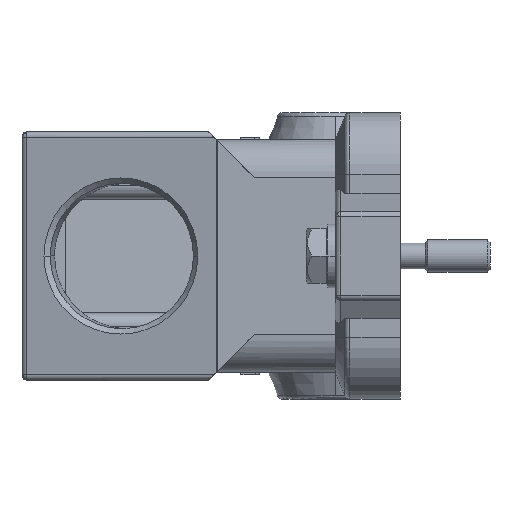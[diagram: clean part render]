
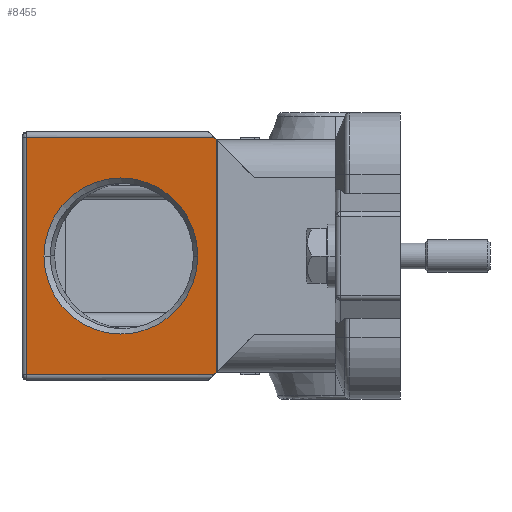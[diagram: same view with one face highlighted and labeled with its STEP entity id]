
A CAD part, left-side view. The second image highlights one B-rep face of the part: STEP entity #8455.
In plain terms, the highlighted planar face has unit normal (-0.985, 0.174, 0).
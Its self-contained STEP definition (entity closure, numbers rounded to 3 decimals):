
#1661=DIRECTION('',(0.,0.,-1.));
#1662=VECTOR('',#1661,43.172);
#1663=CARTESIAN_POINT('',(-29.985,34.086,21.586));
#1664=LINE('',#1663,#1662);
#1665=DIRECTION('',(-0.124,-0.702,0.702));
#1666=VECTOR('',#1665,0.59);
#1667=CARTESIAN_POINT('',(-29.912,34.5,-22.));
#1668=LINE('',#1667,#1666);
#1669=DIRECTION('',(0.124,0.702,0.702));
#1670=VECTOR('',#1669,0.59);
#1671=CARTESIAN_POINT('',(-29.985,34.086,21.586));
#1672=LINE('',#1671,#1670);
#1673=CARTESIAN_POINT('',(-26.879,51.7,0.));
#1674=DIRECTION('',(0.985,-0.174,0.));
#1675=DIRECTION('',(-0.174,-0.985,0.));
#1676=AXIS2_PLACEMENT_3D('',#1673,#1674,#1675);
#1678=CARTESIAN_POINT('',(-26.879,51.7,0.));
#1679=DIRECTION('',(0.985,-0.174,0.));
#1680=DIRECTION('',(0.174,0.985,0.));
#1681=AXIS2_PLACEMENT_3D('',#1678,#1679,#1680);
#1683=DIRECTION('',(0.174,0.985,0.));
#1684=VECTOR('',#1683,35.209);
#1685=CARTESIAN_POINT('',(-29.912,34.5,-22.));
#1686=LINE('',#1685,#1684);
#1708=DIRECTION('',(0.,0.,1.));
#1709=VECTOR('',#1708,44.);
#1710=CARTESIAN_POINT('',(-23.798,69.174,-22.));
#1711=LINE('',#1710,#1709);
#1846=DIRECTION('',(-0.174,-0.985,0.));
#1847=VECTOR('',#1846,35.209);
#1848=CARTESIAN_POINT('',(-23.798,69.174,22.));
#1849=LINE('',#1848,#1847);
#5428=CARTESIAN_POINT('',(-23.798,69.174,-22.));
#5429=CARTESIAN_POINT('',(-23.798,69.174,22.));
#5430=VERTEX_POINT('',#5428);
#5431=VERTEX_POINT('',#5429);
#5440=CARTESIAN_POINT('',(-29.985,34.086,21.586));
#5441=CARTESIAN_POINT('',(-29.912,34.5,22.));
#5442=VERTEX_POINT('',#5440);
#5443=VERTEX_POINT('',#5441);
#5531=CARTESIAN_POINT('',(-24.37,65.93,0.));
#5532=CARTESIAN_POINT('',(-29.388,37.47,0.));
#5533=VERTEX_POINT('',#5531);
#5534=VERTEX_POINT('',#5532);
#5539=CARTESIAN_POINT('',(-29.912,34.5,-22.));
#5540=CARTESIAN_POINT('',(-29.985,34.086,
-21.586));
#5541=VERTEX_POINT('',#5539);
#5542=VERTEX_POINT('',#5540);
#8433=CARTESIAN_POINT('',(-23.652,70.,-23.));
#8434=DIRECTION('',(-0.985,0.174,0.));
#8435=DIRECTION('',(-0.174,-0.985,0.));
#8436=AXIS2_PLACEMENT_3D('',#8433,#8434,#8435);
#8437=PLANE('',#8436);
#8438=ORIENTED_EDGE('',*,*,#6417,.F.);
#8440=ORIENTED_EDGE('',*,*,#8439,.T.);
#8442=ORIENTED_EDGE('',*,*,#8441,.T.);
#8444=ORIENTED_EDGE('',*,*,#8443,.T.);
#8445=ORIENTED_EDGE('',*,*,#6901,.F.);
#8446=ORIENTED_EDGE('',*,*,#8427,.T.);
#8447=EDGE_LOOP('',(#8438,#8440,#8442,#8444,#8445,#8446));
#8448=FACE_OUTER_BOUND('',#8447,.F.);
#8450=ORIENTED_EDGE('',*,*,#8449,.F.);
#8452=ORIENTED_EDGE('',*,*,#8451,.F.);
#8453=EDGE_LOOP('',(#8450,#8452));
#8454=FACE_BOUND('',#8453,.F.);
#8455=ADVANCED_FACE('',(#8448,#8454),#8437,.T.);
#1677=CIRCLE('',#1676,14.45);
#1682=CIRCLE('',#1681,14.45);
#6417=EDGE_CURVE('',#5541,#5542,#1668,.T.);
#6901=EDGE_CURVE('',#5442,#5443,#1672,.T.);
#8427=EDGE_CURVE('',#5442,#5542,#1664,.T.);
#8439=EDGE_CURVE('',#5541,#5430,#1686,.T.);
#8441=EDGE_CURVE('',#5430,#5431,#1711,.T.);
#8443=EDGE_CURVE('',#5431,#5443,#1849,.T.);
#8449=EDGE_CURVE('',#5534,#5533,#1677,.T.);
#8451=EDGE_CURVE('',#5533,#5534,#1682,.T.);
